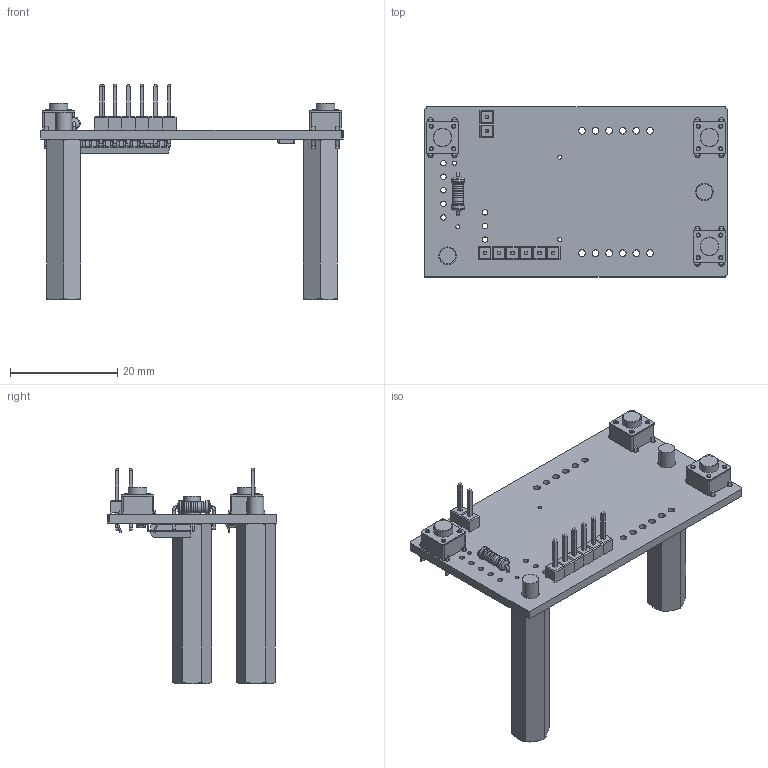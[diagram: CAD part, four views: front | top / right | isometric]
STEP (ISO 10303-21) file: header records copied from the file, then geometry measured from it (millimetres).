
FILE_DESCRIPTION(('Open CASCADE Model'),'2;1');
FILE_NAME('Open CASCADE Shape Model','2025-07-25T18:11:18',('Author'),( 'Open CASCADE'),'Open CASCADE STEP processor 6.2','Open CASCADE 6.2' ,'Unknown');
FILE_SCHEMA(('AUTOMOTIVE_DESIGN { 1 0 10303 214 1 1 1 1 }'));
Length unit declared in the file: millimetre
Products named in the file (38): PCB; Board; SW2; touch_5mm; H2; #5-UNC_TAMECO_30MM; C5; c1206; U3; SOIC28; R5; MFR-25_300mils; User_Library-MFR-25_MFR50S_(300mils)_Leads; User_Library-MFR-25_MFR50S_(300mils)_Band4; User_Library-MFR-25_MFR50S_(300mils)_Band2; User_Library-MFR-25_MFR50S_(300mils)_Band5; User_Library-MFR-25_MFR50S_(300mils)_Band1; User_Library-MFR-25_MFR50S_(300mils)_Band3; User_Library-MFR-25_MFR50S_(300mils)_Core; R2; r1206; R1; SW1; SW0; H1; JP2; pin6x1; pin; cgrid_1x1_parte2; Open CASCADE STEP translator 6.2 1.12.1.2.1; Open CASCADE STEP translator 6.2 1.12.1.2.2; JP4; pin2x1; Open CASCADE STEP translator 6.2 1.13.1.1.1; Open CASCADE STEP translator 6.2 1.13.1.1.2
Assembly tree (53 placements, depth 5):
  PCB
    Board
    SW2
      touch_5mm
    H2
      #5-UNC_TAMECO_30MM
    C5
      c1206
    U3
      SOIC28
    R5
      MFR-25_300mils
        MFR-25_300mils
          User_Library-MFR-25_MFR50S_(300mils)_Leads
          User_Library-MFR-25_MFR50S_(300mils)_Band4
          User_Library-MFR-25_MFR50S_(300mils)_Band2
          User_Library-MFR-25_MFR50S_(300mils)_Band5
          User_Library-MFR-25_MFR50S_(300mils)_Band1
          User_Library-MFR-25_MFR50S_(300mils)_Band3
          User_Library-MFR-25_MFR50S_(300mils)_Core
    R2
      r1206
    R1
      r1206
    SW1
      touch_5mm
    SW0
      touch_5mm
    H1
      #5-UNC_TAMECO_30MM
    JP2
      pin6x1
        pin  x6
        cgrid_1x1_parte2  x6
          Open CASCADE STEP translator 6.2 1.12.1.2.1
          Open CASCADE STEP translator 6.2 1.12.1.2.2
    JP4
      pin2x1
        cgrid_1x1_parte2  x2
          Open CASCADE STEP translator 6.2 1.13.1.1.1
          Open CASCADE STEP translator 6.2 1.13.1.1.2
        pin  x2
Bounding box: 56.52 x 31.75 x 40.21 mm (x, y, z)
Volume: 5977.6 mm3; surface area: 7838.4 mm2
Topology: 33 solids, 41 shells, 1533 faces, 3795 edges, 2391 vertices
Faces by surface type: plane 1050, cylinder 342, bspline 88, cone 30, torus 23
Full cylindrical faces by diameter (mm): 0.55 x3, 0.762 x4, 0.8 x12, 1.016 x28, 1.27 x12, 2 x1, 2.05 x5, 2.4 x2, 2.75 x2, 3 x2, 3.302 x2, 3.51 x3
Entity records: 62187 total; most frequent: CARTESIAN_POINT 17595, DIRECTION 7311, LINE 4378, VECTOR 4378, ORIENTED_EDGE 4342, PCURVE 4342, DEFINITIONAL_REPRESENTATION 4342, EDGE_CURVE 2171
